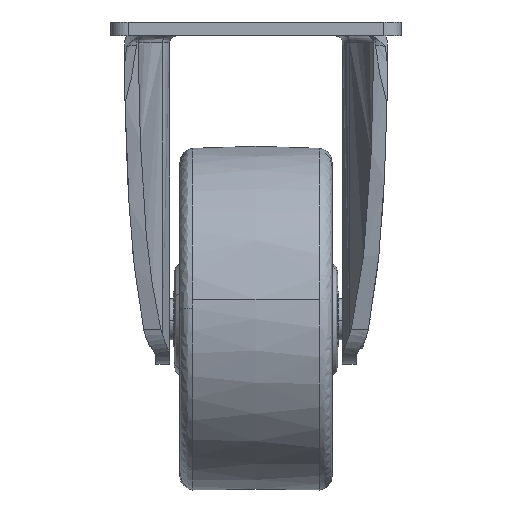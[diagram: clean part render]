
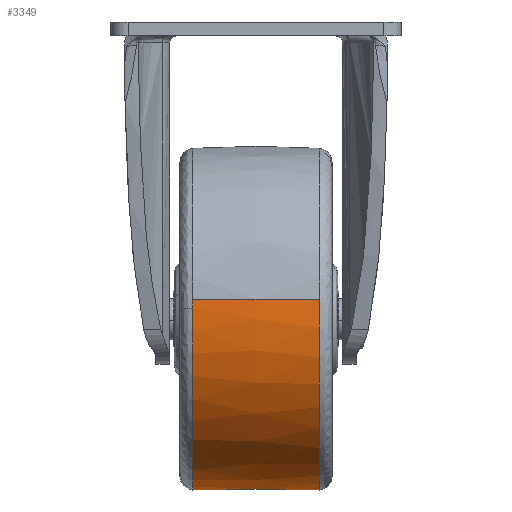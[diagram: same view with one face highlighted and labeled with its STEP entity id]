
A CAD part, left-side view. The second image highlights one B-rep face of the part: STEP entity #3349.
In plain terms, the highlighted free-form (B-spline) face has degree [2, 2] with [3, 9] control points.
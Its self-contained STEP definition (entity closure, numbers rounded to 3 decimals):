
#2238=CARTESIAN_POINT('',(6.689,-9.122,-66.8));
#2239=VERTEX_POINT('',#2238);
#2253=CARTESIAN_POINT('',(24.705,-9.122,-42.068));
#2254=VERTEX_POINT('',#2253);
#2255=CARTESIAN_POINT('',(6.689,-9.122,-66.8));
#2256=CARTESIAN_POINT('',(24.722,-9.122,-61.732));
#2257=CARTESIAN_POINT('',(24.722,-9.122,-43.));
#2258=CARTESIAN_POINT('',(24.722,-9.122,-42.534));
#2259=CARTESIAN_POINT('',(24.705,-9.122,-42.068));
#2267=(BOUNDED_CURVE()B_SPLINE_CURVE(2,(#2255,#2256,#2257,#2258,#2259),.UNSPECIFIED.,.F.,.U.)B_SPLINE_CURVE_WITH_KNOTS((3,2,3),(0.046,0.25,0.257),.UNSPECIFIED.)CURVE()GEOMETRIC_REPRESENTATION_ITEM()RATIONAL_B_SPLINE_CURVE((0.912,0.761,1.0,0.992,0.985))REPRESENTATION_ITEM(''));
#2268=EDGE_CURVE('',#2239,#2254,#2267,.T.);
#2367=CARTESIAN_POINT('',(0.0,-9.122,-18.278));
#2368=VERTEX_POINT('',#2367);
#2369=CARTESIAN_POINT('',(24.705,-9.122,-42.068));
#2370=CARTESIAN_POINT('',(23.808,-9.122,-18.278));
#2371=CARTESIAN_POINT('',(0.0,-9.122,-18.278));
#2379=(BOUNDED_CURVE()B_SPLINE_CURVE(2,(#2369,#2370,#2371),.UNSPECIFIED.,.F.,.U.)B_SPLINE_CURVE_WITH_KNOTS((3,3),(0.257,0.5),.UNSPECIFIED.)CURVE()GEOMETRIC_REPRESENTATION_ITEM()RATIONAL_B_SPLINE_CURVE((0.985,0.715,1.0))REPRESENTATION_ITEM(''));
#2380=EDGE_CURVE('',#2254,#2368,#2379,.T.);
#2382=CARTESIAN_POINT('',(-24.557,-9.122,-40.145));
#2383=VERTEX_POINT('',#2382);
#2397=CARTESIAN_POINT('',(0.0,-9.122,-67.722));
#2398=VERTEX_POINT('',#2397);
#2399=CARTESIAN_POINT('',(-24.557,-9.122,-40.145));
#2400=CARTESIAN_POINT('',(-24.722,-9.122,-41.568));
#2401=CARTESIAN_POINT('',(-24.722,-9.122,-43.));
#2402=CARTESIAN_POINT('',(-24.722,-9.122,-67.722));
#2403=CARTESIAN_POINT('',(0.0,-9.122,-67.722));
#2411=(BOUNDED_CURVE()B_SPLINE_CURVE(2,(#2399,#2400,#2401,#2402,#2403),.UNSPECIFIED.,.F.,.U.)B_SPLINE_CURVE_WITH_KNOTS((3,2,3),(0.73,0.75,1.0),.UNSPECIFIED.)CURVE()GEOMETRIC_REPRESENTATION_ITEM()RATIONAL_B_SPLINE_CURVE((0.957,0.977,1.0,0.707,1.0))REPRESENTATION_ITEM(''));
#2412=EDGE_CURVE('',#2383,#2398,#2411,.T.);
#2414=CARTESIAN_POINT('',(0.0,-9.122,-67.722));
#2415=CARTESIAN_POINT('',(3.408,-9.122,-67.722));
#2416=CARTESIAN_POINT('',(6.689,-9.122,-66.8));
#2424=(BOUNDED_CURVE()B_SPLINE_CURVE(2,(#2414,#2415,#2416),.UNSPECIFIED.,.F.,.U.)B_SPLINE_CURVE_WITH_KNOTS((3,3),(0.0,0.046),.UNSPECIFIED.)CURVE()GEOMETRIC_REPRESENTATION_ITEM()RATIONAL_B_SPLINE_CURVE((1.0,0.946,0.912))REPRESENTATION_ITEM(''));
#2425=EDGE_CURVE('',#2398,#2239,#2424,.T.);
#2460=CARTESIAN_POINT('',(24.544,9.122,-45.961));
#2461=VERTEX_POINT('',#2460);
#2462=CARTESIAN_POINT('',(0.0,9.122,-18.278));
#2463=VERTEX_POINT('',#2462);
#2464=CARTESIAN_POINT('',(24.544,9.122,-45.961));
#2465=CARTESIAN_POINT('',(24.722,9.122,-44.486));
#2466=CARTESIAN_POINT('',(24.722,9.122,-43.));
#2467=CARTESIAN_POINT('',(24.722,9.122,-18.278));
#2468=CARTESIAN_POINT('',(0.0,9.122,-18.278));
#2476=(BOUNDED_CURVE()B_SPLINE_CURVE(2,(#2464,#2465,#2466,#2467,#2468),.UNSPECIFIED.,.F.,.U.)B_SPLINE_CURVE_WITH_KNOTS((3,2,3),(0.229,0.25,0.5),.UNSPECIFIED.)CURVE()GEOMETRIC_REPRESENTATION_ITEM()RATIONAL_B_SPLINE_CURVE((0.955,0.976,1.0,0.707,1.0))REPRESENTATION_ITEM(''));
#2477=EDGE_CURVE('',#2461,#2463,#2476,.T.);
#2526=CARTESIAN_POINT('',(-24.674,9.122,-41.448));
#2527=VERTEX_POINT('',#2526);
#2541=CARTESIAN_POINT('',(-24.557,9.122,-40.145));
#2542=VERTEX_POINT('',#2541);
#2543=CARTESIAN_POINT('',(-24.557,9.122,-40.145));
#2544=CARTESIAN_POINT('',(-24.633,9.122,-40.795));
#2545=CARTESIAN_POINT('',(-24.674,9.122,-41.448));
#2553=(BOUNDED_CURVE()B_SPLINE_CURVE(2,(#2543,#2544,#2545),.UNSPECIFIED.,.F.,.U.)B_SPLINE_CURVE_WITH_KNOTS((3,3),(0.73,0.739),.UNSPECIFIED.)CURVE()GEOMETRIC_REPRESENTATION_ITEM()RATIONAL_B_SPLINE_CURVE((0.957,0.966,0.975))REPRESENTATION_ITEM(''));
#2554=EDGE_CURVE('',#2542,#2527,#2553,.T.);
#2595=CARTESIAN_POINT('',(0.0,9.122,-67.722));
#2596=VERTEX_POINT('',#2595);
#2597=CARTESIAN_POINT('',(0.0,9.122,-67.722));
#2598=CARTESIAN_POINT('',(21.919,9.122,-67.722));
#2599=CARTESIAN_POINT('',(24.544,9.122,-45.961));
#2607=(BOUNDED_CURVE()B_SPLINE_CURVE(2,(#2597,#2598,#2599),.UNSPECIFIED.,.F.,.U.)B_SPLINE_CURVE_WITH_KNOTS((3,3),(0.0,0.229),.UNSPECIFIED.)CURVE()GEOMETRIC_REPRESENTATION_ITEM()RATIONAL_B_SPLINE_CURVE((1.0,0.731,0.955))REPRESENTATION_ITEM(''));
#2608=EDGE_CURVE('',#2596,#2461,#2607,.T.);
#2610=CARTESIAN_POINT('',(-24.674,9.122,-41.448));
#2611=CARTESIAN_POINT('',(-24.722,9.122,-42.223));
#2612=CARTESIAN_POINT('',(-24.722,9.122,-43.));
#2613=CARTESIAN_POINT('',(-24.722,9.122,-67.722));
#2614=CARTESIAN_POINT('',(0.0,9.122,-67.722));
#2622=(BOUNDED_CURVE()B_SPLINE_CURVE(2,(#2610,#2611,#2612,#2613,#2614),.UNSPECIFIED.,.F.,.U.)B_SPLINE_CURVE_WITH_KNOTS((3,2,3),(0.739,0.75,1.0),.UNSPECIFIED.)CURVE()GEOMETRIC_REPRESENTATION_ITEM()RATIONAL_B_SPLINE_CURVE((0.975,0.987,1.0,0.707,1.0))REPRESENTATION_ITEM(''));
#2623=EDGE_CURVE('',#2527,#2596,#2622,.T.);
#3278=CARTESIAN_POINT('',(-24.499,-10.031,-40.152));
#3279=CARTESIAN_POINT('',(-25.167,0.,-40.075));
#3280=CARTESIAN_POINT('',(-24.499,10.031,-40.152));
#3281=CARTESIAN_POINT('',(-24.664,-10.031,-41.571));
#3282=CARTESIAN_POINT('',(-25.337,0.,-41.532));
#3283=CARTESIAN_POINT('',(-24.664,10.031,-41.571));
#3284=CARTESIAN_POINT('',(-24.664,-10.031,-43.));
#3285=CARTESIAN_POINT('',(-25.337,0.,-43.));
#3286=CARTESIAN_POINT('',(-24.664,10.031,-43.));
#3287=CARTESIAN_POINT('',(-24.664,-10.031,-67.664));
#3288=CARTESIAN_POINT('',(-25.337,0.,-68.337));
#3289=CARTESIAN_POINT('',(-24.664,10.031,-67.664));
#3290=CARTESIAN_POINT('',(0.0,-10.031,-67.664));
#3291=CARTESIAN_POINT('',(0.0,0.,-68.337));
#3292=CARTESIAN_POINT('',(0.0,10.031,-67.664));
#3293=CARTESIAN_POINT('',(24.664,-10.031,-67.664));
#3294=CARTESIAN_POINT('',(25.337,0.,-68.337));
#3295=CARTESIAN_POINT('',(24.664,10.031,-67.664));
#3296=CARTESIAN_POINT('',(24.664,-10.031,-43.));
#3297=CARTESIAN_POINT('',(25.337,0.,-43.));
#3298=CARTESIAN_POINT('',(24.664,10.031,-43.));
#3299=CARTESIAN_POINT('',(24.664,-10.031,-18.336));
#3300=CARTESIAN_POINT('',(25.337,0.,-17.663));
#3301=CARTESIAN_POINT('',(24.664,10.031,-18.336));
#3302=CARTESIAN_POINT('',(0.0,-10.031,-18.336));
#3303=CARTESIAN_POINT('',(0.0,0.,-17.663));
#3304=CARTESIAN_POINT('',(0.0,10.031,-18.336));
#3312=(BOUNDED_SURFACE()B_SPLINE_SURFACE(2,2,((#3278,#3281,#3284,#3287,#3290,#3293,#3296,#3299,#3302),(#3279,#3282,#3285,#3288,#3291,#3294,#3297,#3300,#3303),(#3280,#3283,#3286,#3289,#3292,#3295,#3298,#3301,#3304)),.UNSPECIFIED.,.F.,.F.,.U.)B_SPLINE_SURFACE_WITH_KNOTS((3,3),(3,2,2,2,3),(0.0,20.084),(0.0,3.314,44.735,86.156,127.578),.UNSPECIFIED.)GEOMETRIC_REPRESENTATION_ITEM()RATIONAL_B_SPLINE_SURFACE(((0.878,0.896,0.918,0.649,0.918,0.649,0.918,0.649,0.918),(0.876,0.894,0.916,0.647,0.916,0.647,0.916,0.647,0.916),(0.878,0.896,0.918,0.649,0.918,0.649,0.918,0.649,0.918)))REPRESENTATION_ITEM('')SURFACE());
#3313=ORIENTED_EDGE('',*,*,#2412,.F.);
#3314=CARTESIAN_POINT('',(-24.557,-9.122,-40.145));
#3315=CARTESIAN_POINT('',(-25.109,0.,-40.081));
#3316=CARTESIAN_POINT('',(-24.557,9.122,-40.145));
#3324=(BOUNDED_CURVE()B_SPLINE_CURVE(2,(#3314,#3315,#3316),.UNSPECIFIED.,.F.,.U.)B_SPLINE_CURVE_WITH_KNOTS((3,3),(0.45,0.55),.UNSPECIFIED.)CURVE()GEOMETRIC_REPRESENTATION_ITEM()RATIONAL_B_SPLINE_CURVE((0.878,0.876,0.878))REPRESENTATION_ITEM(''));
#3325=EDGE_CURVE('',#2383,#2542,#3324,.T.);
#3326=ORIENTED_EDGE('',*,*,#3325,.T.);
#3327=ORIENTED_EDGE('',*,*,#2554,.T.);
#3328=ORIENTED_EDGE('',*,*,#2623,.T.);
#3329=ORIENTED_EDGE('',*,*,#2608,.T.);
#3330=ORIENTED_EDGE('',*,*,#2477,.T.);
#3331=CARTESIAN_POINT('',(0.0,-9.122,-18.278));
#3332=CARTESIAN_POINT('',(0.0,0.,-17.722));
#3333=CARTESIAN_POINT('',(0.0,9.122,-18.278));
#3341=(BOUNDED_CURVE()B_SPLINE_CURVE(2,(#3331,#3332,#3333),.UNSPECIFIED.,.F.,.U.)B_SPLINE_CURVE_WITH_KNOTS((3,3),(0.45,0.55),.UNSPECIFIED.)CURVE()GEOMETRIC_REPRESENTATION_ITEM()RATIONAL_B_SPLINE_CURVE((0.918,0.916,0.918))REPRESENTATION_ITEM(''));
#3342=EDGE_CURVE('',#2368,#2463,#3341,.T.);
#3343=ORIENTED_EDGE('',*,*,#3342,.F.);
#3344=ORIENTED_EDGE('',*,*,#2380,.F.);
#3345=ORIENTED_EDGE('',*,*,#2268,.F.);
#3346=ORIENTED_EDGE('',*,*,#2425,.F.);
#3347=EDGE_LOOP('',(#3313,#3326,#3327,#3328,#3329,#3330,#3343,#3344,#3345,#3346));
#3348=FACE_OUTER_BOUND('',#3347,.T.);
#3349=ADVANCED_FACE('',(#3348),#3312,.T.);
